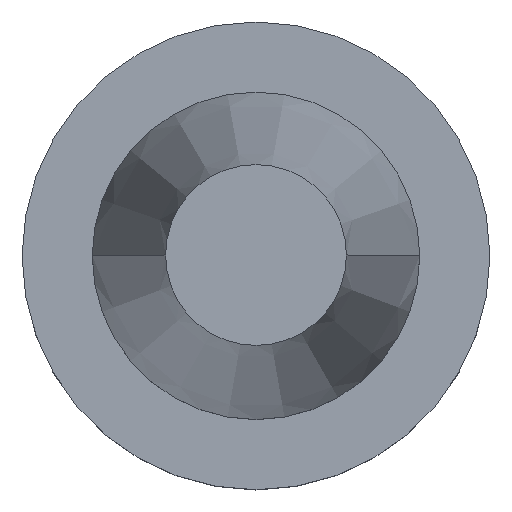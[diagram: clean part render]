
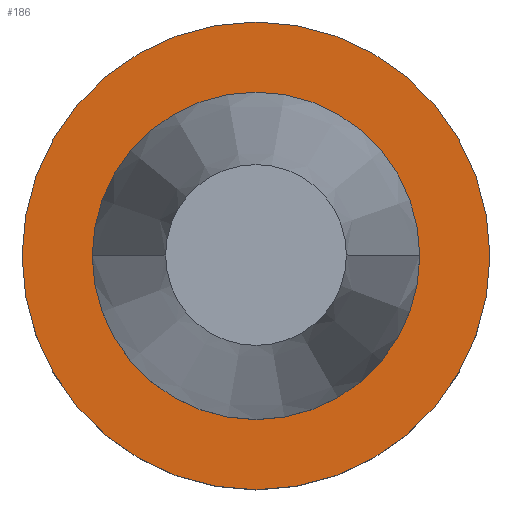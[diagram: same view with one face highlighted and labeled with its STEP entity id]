
A CAD part, top view. The second image highlights one B-rep face of the part: STEP entity #186.
In plain terms, the highlighted planar face has unit normal (0, 0, 1).
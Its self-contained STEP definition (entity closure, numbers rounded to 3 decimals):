
#11 = CARTESIAN_POINT ( 'NONE',  ( 0., 31.75, -3.175 ) ) ;
#17 = EDGE_CURVE ( 'NONE', #462, #533, #540, .T. ) ;
#33 = ORIENTED_EDGE ( 'NONE', *, *, #370, .T. ) ;
#59 = CIRCLE ( 'NONE', #433, 22.225 ) ;
#76 = DIRECTION ( 'NONE',  ( 1., 0., 0. ) ) ;
#101 = AXIS2_PLACEMENT_3D ( 'NONE', #317, #185, #260 ) ;
#112 = CARTESIAN_POINT ( 'NONE',  ( 22.225, 0., -3.175 ) ) ;
#116 = DIRECTION ( 'NONE',  ( 1., 0., 0. ) ) ;
#180 = CARTESIAN_POINT ( 'NONE',  ( 0., 0., -3.175 ) ) ;
#185 = DIRECTION ( 'NONE',  ( 0., 0., 1. ) ) ;
#186 = ADVANCED_FACE ( 'NONE', ( #212, #665 ), #738, .F. ) ;
#190 = DIRECTION ( 'NONE',  ( 1., 0., 0. ) ) ;
#212 = FACE_BOUND ( 'NONE', #664, .T. ) ;
#221 = CARTESIAN_POINT ( 'NONE',  ( -22.225, 0., -3.175 ) ) ;
#241 = CARTESIAN_POINT ( 'NONE',  ( 0., 0., -3.175 ) ) ;
#260 = DIRECTION ( 'NONE',  ( 1., 0., 0. ) ) ;
#287 = CARTESIAN_POINT ( 'NONE',  ( -31.75, 0., -3.175 ) ) ;
#317 = CARTESIAN_POINT ( 'NONE',  ( 0., 0., -3.175 ) ) ;
#318 = ORIENTED_EDGE ( 'NONE', *, *, #459, .F. ) ;
#321 = DIRECTION ( 'NONE',  ( 0., 0., 1. ) ) ;
#336 = CARTESIAN_POINT ( 'NONE',  ( 31.75, 0., -3.175 ) ) ;
#350 = EDGE_CURVE ( 'NONE', #692, #586, #532, .T. ) ;
#370 = EDGE_CURVE ( 'NONE', #586, #692, #607, .T. ) ;
#424 = EDGE_LOOP ( 'NONE', ( #630, #33 ) ) ;
#433 = AXIS2_PLACEMENT_3D ( 'NONE', #180, #775, #116 ) ;
#445 = ORIENTED_EDGE ( 'NONE', *, *, #17, .F. ) ;
#459 = EDGE_CURVE ( 'NONE', #533, #462, #59, .T. ) ;
#462 = VERTEX_POINT ( 'NONE', #112 ) ;
#512 = AXIS2_PLACEMENT_3D ( 'NONE', #241, #590, #76 ) ;
#532 = CIRCLE ( 'NONE', #512, 31.75 ) ;
#533 = VERTEX_POINT ( 'NONE', #221 ) ;
#539 = AXIS2_PLACEMENT_3D ( 'NONE', #542, #321, #190 ) ;
#540 = CIRCLE ( 'NONE', #539, 22.225 ) ;
#542 = CARTESIAN_POINT ( 'NONE',  ( 0., 0., -3.175 ) ) ;
#553 = DIRECTION ( 'NONE',  ( 0., 0., -1. ) ) ;
#586 = VERTEX_POINT ( 'NONE', #287 ) ;
#590 = DIRECTION ( 'NONE',  ( 0., 0., 1. ) ) ;
#607 = CIRCLE ( 'NONE', #101, 31.75 ) ;
#630 = ORIENTED_EDGE ( 'NONE', *, *, #350, .T. ) ;
#664 = EDGE_LOOP ( 'NONE', ( #445, #318 ) ) ;
#665 = FACE_OUTER_BOUND ( 'NONE', #424, .T. ) ;
#692 = VERTEX_POINT ( 'NONE', #336 ) ;
#732 = AXIS2_PLACEMENT_3D ( 'NONE', #11, #553, #749 ) ;
#738 = PLANE ( 'NONE',  #732 ) ;
#749 = DIRECTION ( 'NONE',  ( -1., 0., 0. ) ) ;
#775 = DIRECTION ( 'NONE',  ( 0., 0., 1. ) ) ;
